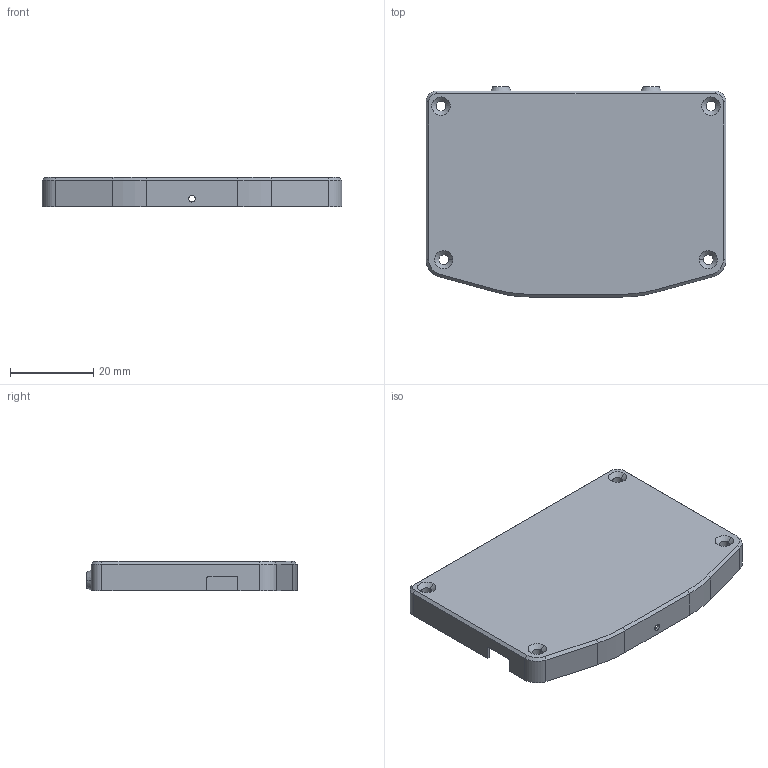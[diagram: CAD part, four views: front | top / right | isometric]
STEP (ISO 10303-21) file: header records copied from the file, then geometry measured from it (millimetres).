
FILE_DESCRIPTION (( 'STEP AP214' ), '1' );
FILE_NAME ('9981_PRO_bottom_case.STEP', '2025-11-25T22:23:52', ( '' ), ( '' ), 'SwSTEP 2.0', 'SolidWorks 2021', '' );
FILE_SCHEMA (( 'AUTOMOTIVE_DESIGN' ));
Length unit declared in the file: millimetre
Products named in the file (1): 9981_PRO_bottom_case
Bounding box: 71.85 x 50.34 x 7 mm (x, y, z)
Volume: 6173.8 mm3; surface area: 10465.5 mm2
Topology: 1 solids, 1 shells, 177 faces, 479 edges, 303 vertices
Faces by surface type: plane 85, cylinder 62, cone 26, torus 4
Entity records: 5623 total; most frequent: DIRECTION 997, CARTESIAN_POINT 985, ORIENTED_EDGE 958, EDGE_CURVE 479, AXIS2_PLACEMENT_3D 347, LINE 303, VERTEX_POINT 303, VECTOR 303
